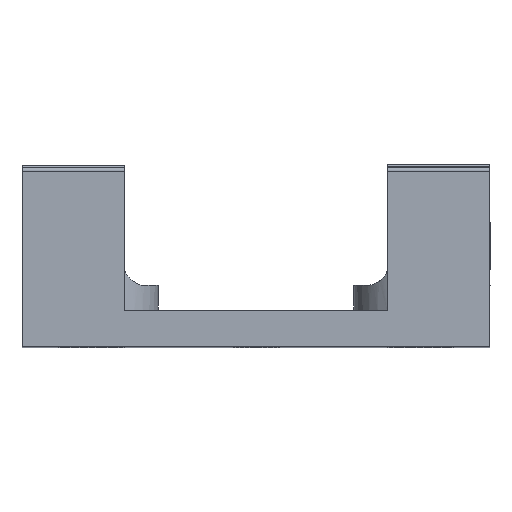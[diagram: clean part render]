
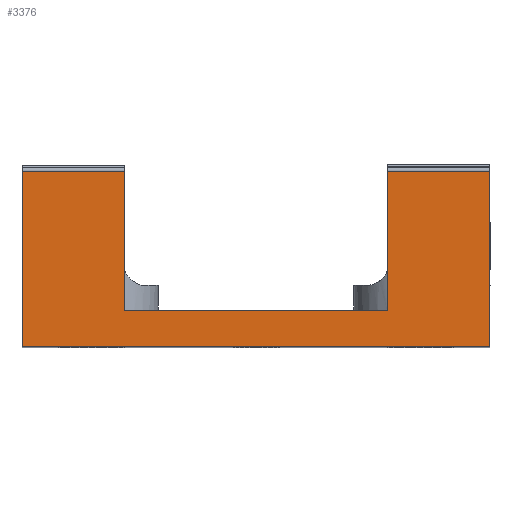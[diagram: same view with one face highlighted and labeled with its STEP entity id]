
A CAD part, top view. The second image highlights one B-rep face of the part: STEP entity #3376.
In plain terms, the highlighted planar face has unit normal (0, 0, 1).
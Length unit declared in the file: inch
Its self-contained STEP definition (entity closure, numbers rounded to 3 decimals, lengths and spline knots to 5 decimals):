
#33 = DIRECTION ( 'NONE',  ( -1., 0., 0. ) ) ;
#39 = DIRECTION ( 'NONE',  ( 0., 0., -1. ) ) ;
#48 = CARTESIAN_POINT ( 'NONE',  ( 0., 0.1094, 1.2219 ) ) ;
#53 = PLANE ( 'NONE',  #2577 ) ;
#75 = ORIENTED_EDGE ( 'NONE', *, *, #3642, .T. ) ;
#81 = FACE_OUTER_BOUND ( 'NONE', #6380, .T. ) ;
#321 = EDGE_CURVE ( 'NONE', #801, #1202, #1754, .T. ) ;
#418 = LINE ( 'NONE', #4176, #4006 ) ;
#536 = CARTESIAN_POINT ( 'NONE',  ( -0.71096, 0.53324, 1.2219 ) ) ;
#691 = VECTOR ( 'NONE', #4301, 39.37008 ) ;
#745 = DIRECTION ( 'NONE',  ( 0., -1., 0. ) ) ;
#747 = CARTESIAN_POINT ( 'NONE',  ( 0.71096, 0.1094, 1.2219 ) ) ;
#763 = VECTOR ( 'NONE', #4478, 39.37008 ) ;
#801 = VERTEX_POINT ( 'NONE', #6104 ) ;
#823 = LINE ( 'NONE', #747, #959 ) ;
#959 = VECTOR ( 'NONE', #745, 39.37008 ) ;
#1200 = VECTOR ( 'NONE', #5428, 39.37008 ) ;
#1202 = VERTEX_POINT ( 'NONE', #2867 ) ;
#1214 = CARTESIAN_POINT ( 'NONE',  ( 0.39846, 0.53324, 1.2219 ) ) ;
#1240 = DIRECTION ( 'NONE',  ( 1., 0., 0. ) ) ;
#1387 = EDGE_CURVE ( 'NONE', #1202, #3112, #3347, .T. ) ;
#1635 = VERTEX_POINT ( 'NONE', #1214 ) ;
#1737 = DIRECTION ( 'NONE',  ( 0., -1., 0. ) ) ;
#1742 = CARTESIAN_POINT ( 'NONE',  ( -0.39846, 0.3281, 1.2219 ) ) ;
#1754 = LINE ( 'NONE', #1742, #4292 ) ;
#2577 = AXIS2_PLACEMENT_3D ( 'NONE', #48, #39, #33 ) ;
#2745 = CARTESIAN_POINT ( 'NONE',  ( 0.71096, 0., 1.2219 ) ) ;
#2746 = VECTOR ( 'NONE', #5534, 39.37008 ) ;
#2867 = CARTESIAN_POINT ( 'NONE',  ( -0.39846, 0.1094, 1.2219 ) ) ;
#2969 = EDGE_CURVE ( 'NONE', #6228, #1635, #4491, .T. ) ;
#3112 = VERTEX_POINT ( 'NONE', #3301 ) ;
#3301 = CARTESIAN_POINT ( 'NONE',  ( 0.39846, 0.1094, 1.2219 ) ) ;
#3347 = LINE ( 'NONE', #5776, #5257 ) ;
#3376 = ADVANCED_FACE ( 'NONE', ( #81 ), #53, .F. ) ;
#3393 = LINE ( 'NONE', #536, #691 ) ;
#3509 = VERTEX_POINT ( 'NONE', #4183 ) ;
#3534 = EDGE_CURVE ( 'NONE', #6228, #5823, #823, .T. ) ;
#3642 = EDGE_CURVE ( 'NONE', #3509, #4781, #5633, .T. ) ;
#3687 = EDGE_CURVE ( 'NONE', #1635, #3112, #5522, .T. ) ;
#4006 = VECTOR ( 'NONE', #1240, 39.37008 ) ;
#4176 = CARTESIAN_POINT ( 'NONE',  ( 0., 0., 1.2219 ) ) ;
#4179 = EDGE_CURVE ( 'NONE', #4781, #5823, #418, .T. ) ;
#4183 = CARTESIAN_POINT ( 'NONE',  ( -0.71096, 0.53324, 1.2219 ) ) ;
#4245 = EDGE_CURVE ( 'NONE', #801, #3509, #3393, .T. ) ;
#4292 = VECTOR ( 'NONE', #1737, 39.37008 ) ;
#4301 = DIRECTION ( 'NONE',  ( -1., 0., 0. ) ) ;
#4359 = CARTESIAN_POINT ( 'NONE',  ( -0.71096, 0., 1.2219 ) ) ;
#4478 = DIRECTION ( 'NONE',  ( -1., 0., 0. ) ) ;
#4485 = CARTESIAN_POINT ( 'NONE',  ( 0.39846, 0.53324, 1.2219 ) ) ;
#4491 = LINE ( 'NONE', #4485, #763 ) ;
#4774 = CARTESIAN_POINT ( 'NONE',  ( 0.71096, 0.53324, 1.2219 ) ) ;
#4781 = VERTEX_POINT ( 'NONE', #4359 ) ;
#5257 = VECTOR ( 'NONE', #5590, 39.37008 ) ;
#5372 = ORIENTED_EDGE ( 'NONE', *, *, #4179, .T. ) ;
#5428 = DIRECTION ( 'NONE',  ( 0., -1., 0. ) ) ;
#5434 = CARTESIAN_POINT ( 'NONE',  ( 0.39846, 0.3281, 1.2219 ) ) ;
#5522 = LINE ( 'NONE', #5434, #1200 ) ;
#5534 = DIRECTION ( 'NONE',  ( 0., -1., 0. ) ) ;
#5548 = CARTESIAN_POINT ( 'NONE',  ( -0.71096, 0.1094, 1.2219 ) ) ;
#5590 = DIRECTION ( 'NONE',  ( 1., 0., 0. ) ) ;
#5633 = LINE ( 'NONE', #5548, #2746 ) ;
#5776 = CARTESIAN_POINT ( 'NONE',  ( 0., 0.1094, 1.2219 ) ) ;
#5823 = VERTEX_POINT ( 'NONE', #2745 ) ;
#6104 = CARTESIAN_POINT ( 'NONE',  ( -0.39846, 0.53324, 1.2219 ) ) ;
#6216 = ORIENTED_EDGE ( 'NONE', *, *, #3534, .F. ) ;
#6228 = VERTEX_POINT ( 'NONE', #4774 ) ;
#6318 = ORIENTED_EDGE ( 'NONE', *, *, #2969, .T. ) ;
#6380 = EDGE_LOOP ( 'NONE', ( #6216, #6318, #6382, #6387, #6403, #6419, #75, #5372 ) ) ;
#6382 = ORIENTED_EDGE ( 'NONE', *, *, #3687, .T. ) ;
#6387 = ORIENTED_EDGE ( 'NONE', *, *, #1387, .F. ) ;
#6403 = ORIENTED_EDGE ( 'NONE', *, *, #321, .F. ) ;
#6419 = ORIENTED_EDGE ( 'NONE', *, *, #4245, .T. ) ;
